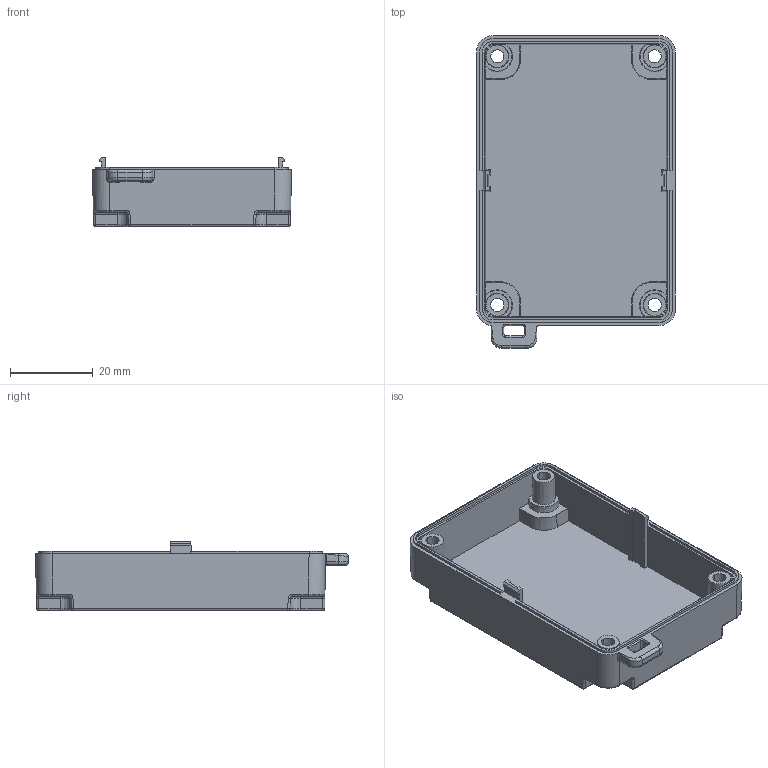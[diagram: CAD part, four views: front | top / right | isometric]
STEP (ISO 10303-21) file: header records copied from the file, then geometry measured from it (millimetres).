
FILE_DESCRIPTION((''),'2;1');
FILE_NAME('00','2025-01-02T14:35:16',('Administrator'),(''),'CREO PARAMETRIC BY PTC INC, 2024153','CREO PARAMETRIC BY PTC INC, 2024153','');
FILE_SCHEMA(('CONFIG_CONTROL_DESIGN'));
Length unit declared in the file: millimetre
Products named in the file (1): 00
Bounding box: 48 x 75.5 x 16.8 mm (x, y, z)
Volume: 12131.1 mm3; surface area: 13788.9 mm2
Topology: 1 solids, 1 shells, 382 faces, 955 edges, 587 vertices
Faces by surface type: plane 136, cylinder 107, bspline 57, torus 42, cone 32, sphere 8
Entity records: 14146 total; most frequent: CARTESIAN_POINT 5278, ORIENTED_EDGE 1910, DIRECTION 1772, EDGE_CURVE 955, AXIS2_PLACEMENT_3D 652, VERTEX_POINT 587, VECTOR 468, LINE 468
